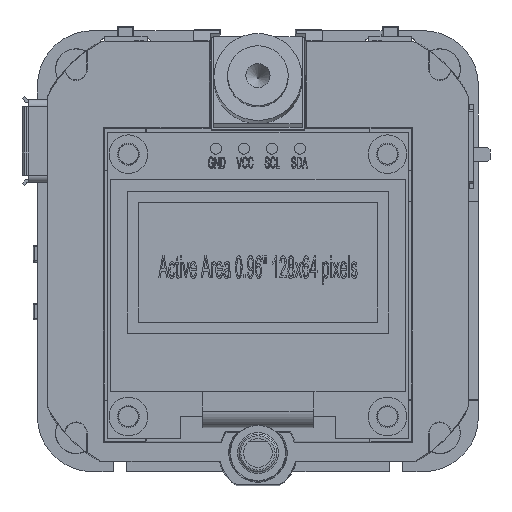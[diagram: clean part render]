
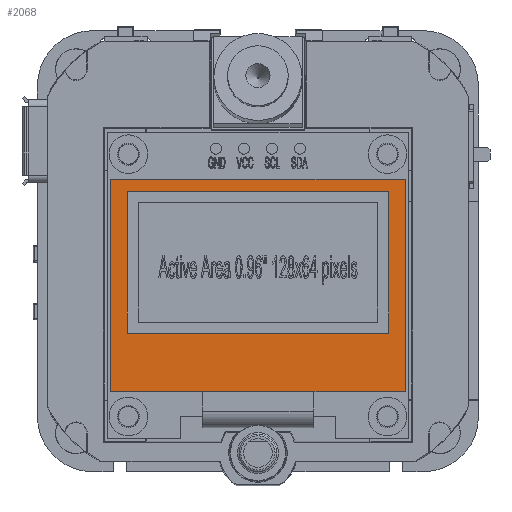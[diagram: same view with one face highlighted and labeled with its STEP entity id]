
A CAD part, front view. The second image highlights one B-rep face of the part: STEP entity #2068.
In plain terms, the highlighted planar face has unit normal (0, -1, 0).
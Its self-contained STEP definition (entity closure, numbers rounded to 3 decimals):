
#2068=ADVANCED_FACE('',(#4894,#4895),#3419,.F.);
#3419=PLANE('',#25984);
#4894=FACE_BOUND('',#5484,.T.);
#4895=FACE_BOUND('',#5485,.T.);
#5484=EDGE_LOOP('',(#13109,#13110,#13111,#13112));
#5485=EDGE_LOOP('',(#13113,#13114,#13115,#13116));
#7352=LINE('',#39094,#9881);
#7358=LINE('',#39107,#9887);
#7360=LINE('',#39111,#9889);
#7361=LINE('',#39112,#9890);
#7362=LINE('',#39113,#9891);
#7363=LINE('',#39116,#9892);
#7364=LINE('',#39118,#9893);
#7365=LINE('',#39120,#9894);
#9881=VECTOR('',#28382,1.);
#9887=VECTOR('',#28390,1.);
#9889=VECTOR('',#28394,1.);
#9890=VECTOR('',#28395,1.);
#9891=VECTOR('',#28396,1.);
#9892=VECTOR('',#28397,1.);
#9893=VECTOR('',#28398,1.);
#9894=VECTOR('',#28399,1.);
#13109=ORIENTED_EDGE('',*,*,#22191,.F.);
#13110=ORIENTED_EDGE('',*,*,#22199,.F.);
#13111=ORIENTED_EDGE('',*,*,#22197,.F.);
#13112=ORIENTED_EDGE('',*,*,#22200,.F.);
#13113=ORIENTED_EDGE('',*,*,#22201,.F.);
#13114=ORIENTED_EDGE('',*,*,#22202,.F.);
#13115=ORIENTED_EDGE('',*,*,#22203,.F.);
#13116=ORIENTED_EDGE('',*,*,#22204,.F.);
#19675=VERTEX_POINT('',#39093);
#19676=VERTEX_POINT('',#39095);
#19681=VERTEX_POINT('',#39106);
#19682=VERTEX_POINT('',#39108);
#19683=VERTEX_POINT('',#39114);
#19684=VERTEX_POINT('',#39115);
#19685=VERTEX_POINT('',#39117);
#19686=VERTEX_POINT('',#39119);
#22191=EDGE_CURVE('',#19675,#19676,#7352,.T.);
#22197=EDGE_CURVE('',#19681,#19682,#7358,.T.);
#22199=EDGE_CURVE('',#19682,#19675,#7360,.T.);
#22200=EDGE_CURVE('',#19676,#19681,#7361,.T.);
#22201=EDGE_CURVE('',#19683,#19684,#7362,.T.);
#22202=EDGE_CURVE('',#19685,#19683,#7363,.T.);
#22203=EDGE_CURVE('',#19686,#19685,#7364,.T.);
#22204=EDGE_CURVE('',#19684,#19686,#7365,.T.);
#25984=AXIS2_PLACEMENT_3D('',#39121,#28400,#28401);
#28382=DIRECTION('',(0.,0.,-1.));
#28390=DIRECTION('',(0.,0.,1.));
#28394=DIRECTION('',(1.,0.,0.));
#28395=DIRECTION('',(-1.,0.,0.));
#28396=DIRECTION('',(1.,0.,0.));
#28397=DIRECTION('',(0.,0.,-1.));
#28398=DIRECTION('',(-1.,0.,0.));
#28399=DIRECTION('',(0.,0.,1.));
#28400=DIRECTION('',(0.,1.,0.));
#28401=DIRECTION('',(1.,0.,0.));
#39093=CARTESIAN_POINT('',(13.35,-19.8,58.568));
#39094=CARTESIAN_POINT('',(13.35,-19.8,58.568));
#39095=CARTESIAN_POINT('',(13.35,-19.8,39.3));
#39106=CARTESIAN_POINT('',(-13.35,-19.8,39.3));
#39107=CARTESIAN_POINT('',(-13.35,-19.8,39.3));
#39108=CARTESIAN_POINT('',(-13.35,-19.8,58.568));
#39111=CARTESIAN_POINT('',(-13.35,-19.8,58.568));
#39112=CARTESIAN_POINT('',(13.35,-19.8,39.3));
#39113=CARTESIAN_POINT('',(-11.872,-19.8,44.604));
#39114=CARTESIAN_POINT('',(-11.872,-19.8,44.604));
#39115=CARTESIAN_POINT('',(11.872,-19.8,44.604));
#39116=CARTESIAN_POINT('',(-11.872,-19.8,57.468));
#39117=CARTESIAN_POINT('',(-11.872,-19.8,57.468));
#39118=CARTESIAN_POINT('',(11.872,-19.8,57.468));
#39119=CARTESIAN_POINT('',(11.872,-19.8,57.468));
#39120=CARTESIAN_POINT('',(11.872,-19.8,44.604));
#39121=CARTESIAN_POINT('',(-150.,-19.8,48.934));
